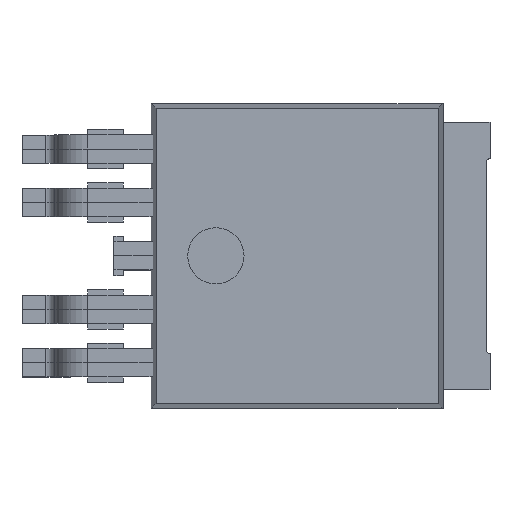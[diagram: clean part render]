
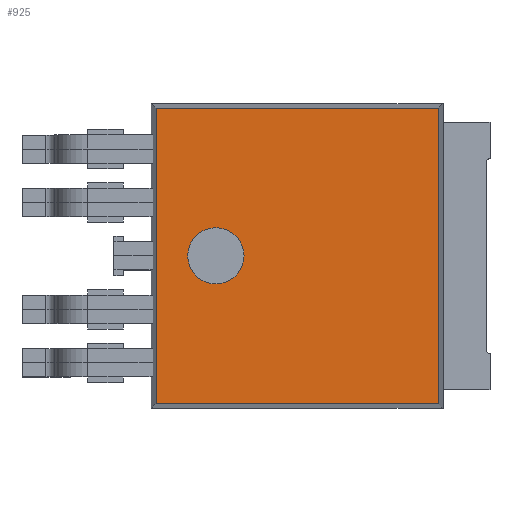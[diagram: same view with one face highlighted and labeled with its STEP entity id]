
A CAD part, top view. The second image highlights one B-rep face of the part: STEP entity #925.
In plain terms, the highlighted planar face has unit normal (0, 0, 1).
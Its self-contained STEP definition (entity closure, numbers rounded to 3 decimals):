
#213 = VERTEX_POINT('',#214);
#214 = CARTESIAN_POINT('',(-2.13,3.15,2.3));
#222 = VERTEX_POINT('',#223);
#223 = CARTESIAN_POINT('',(3.89,3.15,2.3));
#229 = EDGE_CURVE('',#213,#222,#230,.T.);
#230 = LINE('',#231,#232);
#231 = CARTESIAN_POINT('',(-2.23,3.15,2.3));
#232 = VECTOR('',#233,1.);
#233 = DIRECTION('',(1.,0.,0.));
#396 = VERTEX_POINT('',#397);
#397 = CARTESIAN_POINT('',(-2.13,-3.15,2.3));
#560 = EDGE_CURVE('',#396,#213,#561,.T.);
#561 = LINE('',#562,#563);
#562 = CARTESIAN_POINT('',(-2.13,-3.25,2.3));
#563 = VECTOR('',#564,1.);
#564 = DIRECTION('',(0.,1.,0.));
#925 = ADVANCED_FACE('',(#926,#944),#955,.T.);
#926 = FACE_BOUND('',#927,.T.);
#927 = EDGE_LOOP('',(#928,#936,#937,#938));
#928 = ORIENTED_EDGE('',*,*,#929,.F.);
#929 = EDGE_CURVE('',#222,#930,#932,.T.);
#930 = VERTEX_POINT('',#931);
#931 = CARTESIAN_POINT('',(3.89,-3.15,2.3));
#932 = LINE('',#933,#934);
#933 = CARTESIAN_POINT('',(3.89,3.25,2.3));
#934 = VECTOR('',#935,1.);
#935 = DIRECTION('',(0.,-1.,0.));
#936 = ORIENTED_EDGE('',*,*,#229,.F.);
#937 = ORIENTED_EDGE('',*,*,#560,.F.);
#938 = ORIENTED_EDGE('',*,*,#939,.F.);
#939 = EDGE_CURVE('',#930,#396,#940,.T.);
#940 = LINE('',#941,#942);
#941 = CARTESIAN_POINT('',(3.99,-3.15,2.3));
#942 = VECTOR('',#943,1.);
#943 = DIRECTION('',(-1.,0.,0.));
#944 = FACE_BOUND('',#945,.T.);
#945 = EDGE_LOOP('',(#946));
#946 = ORIENTED_EDGE('',*,*,#947,.F.);
#947 = EDGE_CURVE('',#948,#948,#950,.T.);
#948 = VERTEX_POINT('',#949);
#949 = CARTESIAN_POINT('',(-0.856,-0.6,2.3));
#950 = CIRCLE('',#951,0.6);
#951 = AXIS2_PLACEMENT_3D('',#952,#953,#954);
#952 = CARTESIAN_POINT('',(-0.856,0.,2.3));
#953 = DIRECTION('',(0.,0.,1.));
#954 = DIRECTION('',(0.,-1.,0.));
#955 = PLANE('',#956);
#956 = AXIS2_PLACEMENT_3D('',#957,#958,#959);
#957 = CARTESIAN_POINT('',(3.99,3.25,2.3));
#958 = DIRECTION('',(0.,0.,1.));
#959 = DIRECTION('',(0.,-1.,0.));
